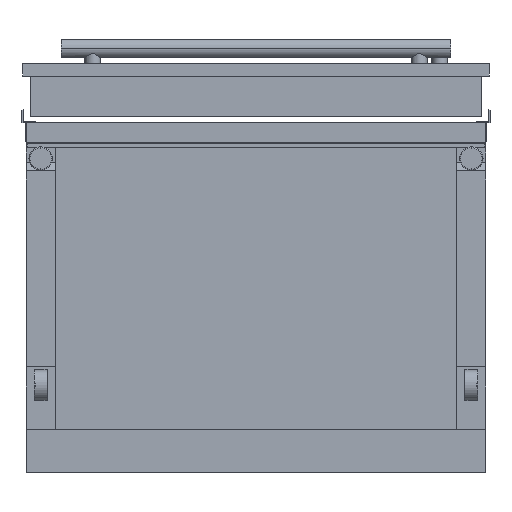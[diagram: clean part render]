
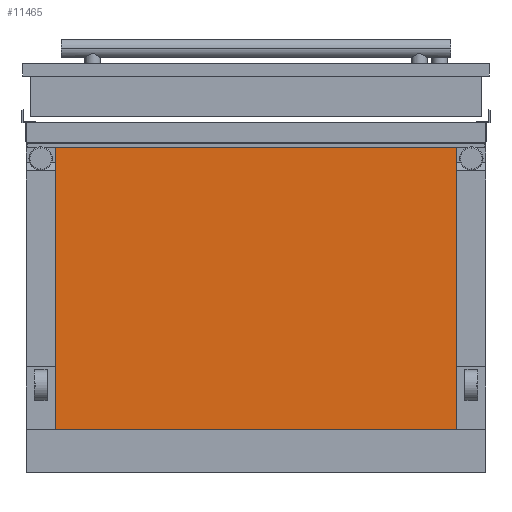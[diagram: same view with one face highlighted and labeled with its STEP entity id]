
A CAD part, front view. The second image highlights one B-rep face of the part: STEP entity #11465.
In plain terms, the highlighted planar face has unit normal (0, -1, 0).
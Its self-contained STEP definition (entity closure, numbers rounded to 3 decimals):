
#1132 = CARTESIAN_POINT ( 'NONE',  ( -321., -990.85, -280. ) ) ;
#2379 = CARTESIAN_POINT ( 'NONE',  ( 321., -990.85, 240. ) ) ;
#2461 = DIRECTION ( 'NONE',  ( 1., 0., 0. ) ) ;
#2666 = LINE ( 'NONE', #2379, #6743 ) ;
#2977 = CARTESIAN_POINT ( 'NONE',  ( 321., -990.85, -210.4 ) ) ;
#3224 = LINE ( 'NONE', #3464, #11788 ) ;
#3263 = EDGE_CURVE ( 'NONE', #6104, #7483, #11568, .T. ) ;
#3464 = CARTESIAN_POINT ( 'NONE',  ( 321., -990.85, -280. ) ) ;
#3710 = CARTESIAN_POINT ( 'NONE',  ( -321., -990.85, -210.4 ) ) ;
#4720 = EDGE_CURVE ( 'NONE', #6104, #5050, #7050, .T. ) ;
#5050 = VERTEX_POINT ( 'NONE', #2977 ) ;
#6104 = VERTEX_POINT ( 'NONE', #3710 ) ;
#6726 = EDGE_CURVE ( 'NONE', #7483, #9377, #2666, .T. ) ;
#6743 = VECTOR ( 'NONE', #2461, 1000. ) ;
#7030 = FACE_OUTER_BOUND ( 'NONE', #8003, .T. ) ;
#7050 = LINE ( 'NONE', #8631, #11533 ) ;
#7074 = EDGE_CURVE ( 'NONE', #5050, #9377, #3224, .T. ) ;
#7258 = ORIENTED_EDGE ( 'NONE', *, *, #7074, .T. ) ;
#7483 = VERTEX_POINT ( 'NONE', #10682 ) ;
#8003 = EDGE_LOOP ( 'NONE', ( #10516, #11599, #7258, #10128 ) ) ;
#8155 = DIRECTION ( 'NONE',  ( 0., 0., 1. ) ) ;
#8601 = DIRECTION ( 'NONE',  ( 0., 0., 1. ) ) ;
#8631 = CARTESIAN_POINT ( 'NONE',  ( 368., -990.85, -210.4 ) ) ;
#9377 = VERTEX_POINT ( 'NONE', #9930 ) ;
#9412 = DIRECTION ( 'NONE',  ( 0., 1., 0. ) ) ;
#9488 = DIRECTION ( 'NONE',  ( 1., 0., 0. ) ) ;
#9536 = DIRECTION ( 'NONE',  ( 0., 0., 1. ) ) ;
#9930 = CARTESIAN_POINT ( 'NONE',  ( 321., -990.85, 240. ) ) ;
#10128 = ORIENTED_EDGE ( 'NONE', *, *, #6726, .F. ) ;
#10453 = CARTESIAN_POINT ( 'NONE',  ( 321., -990.85, -280. ) ) ;
#10516 = ORIENTED_EDGE ( 'NONE', *, *, #3263, .F. ) ;
#10544 = VECTOR ( 'NONE', #9536, 1000. ) ;
#10682 = CARTESIAN_POINT ( 'NONE',  ( -321., -990.85, 240. ) ) ;
#11181 = AXIS2_PLACEMENT_3D ( 'NONE', #10453, #9412, #8601 ) ;
#11396 = PLANE ( 'NONE',  #11181 ) ;
#11465 = ADVANCED_FACE ( 'NONE', ( #7030 ), #11396, .F. ) ;
#11533 = VECTOR ( 'NONE', #9488, 1000. ) ;
#11568 = LINE ( 'NONE', #1132, #10544 ) ;
#11599 = ORIENTED_EDGE ( 'NONE', *, *, #4720, .T. ) ;
#11788 = VECTOR ( 'NONE', #8155, 1000. ) ;
